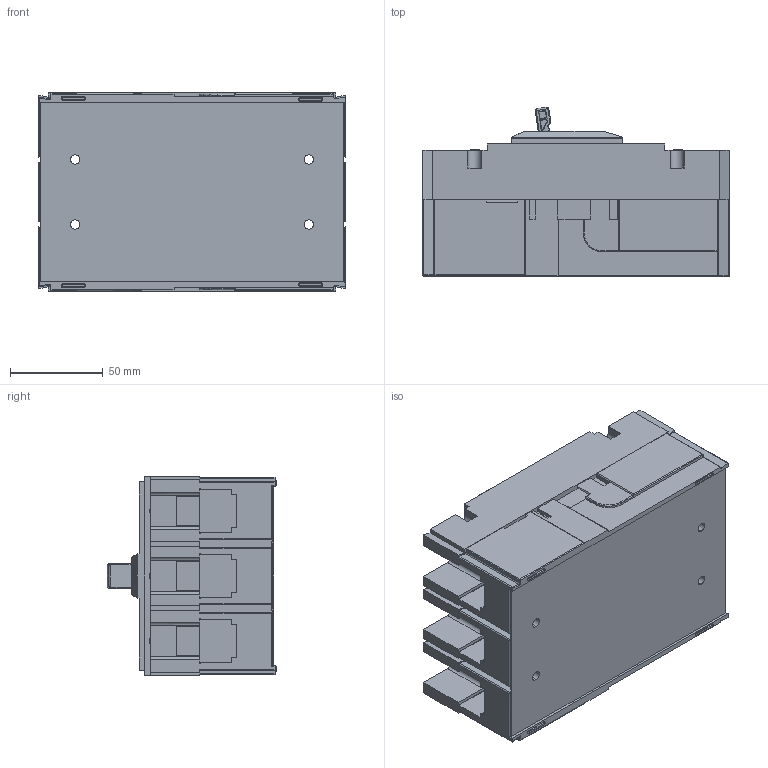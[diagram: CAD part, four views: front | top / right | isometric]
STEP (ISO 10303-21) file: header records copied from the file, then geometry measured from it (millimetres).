
FILE_DESCRIPTION (( 'STEP AP214' ), '1' );
FILE_NAME ('Âûêë. àâò. ÂÀ66-33 3Ð 125À 20êÀ GENERICA.STEP', '2020-12-03T13:25:03', ( '' ), ( '' ), 'SwSTEP 2.0', 'SolidWorks 2017', '' );
FILE_SCHEMA (( 'AUTOMOTIVE_DESIGN' ));
Length unit declared in the file: millimetre
Products named in the file (1): Âûêë. àâò. ÂÀ66-33 3Ð 125À 20êÀ GENERICA
Bounding box: 165 x 91.47 x 107 mm (x, y, z)
Volume: 1053802.4 mm3; surface area: 104021.9 mm2
Topology: 1 solids, 1 shells, 964 faces, 2569 edges, 1633 vertices
Faces by surface type: plane 488, cylinder 316, bspline 134, torus 16, cone 10
Entity records: 42469 total; most frequent: CARTESIAN_POINT 20324, ORIENTED_EDGE 5086, DIRECTION 3735, EDGE_CURVE 2543, VECTOR 1637, LINE 1637, VERTEX_POINT 1633, AXIS2_PLACEMENT_3D 1049
